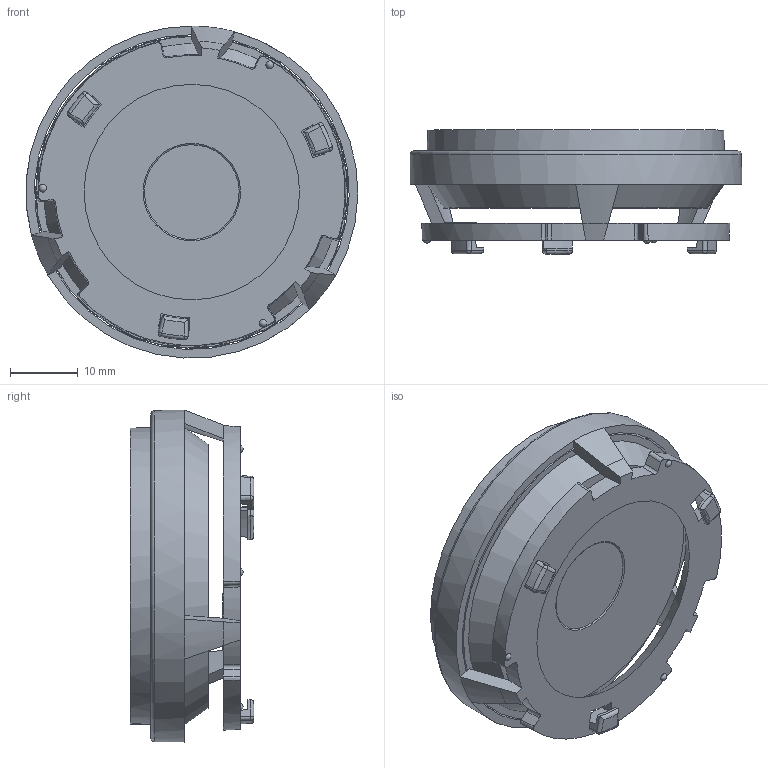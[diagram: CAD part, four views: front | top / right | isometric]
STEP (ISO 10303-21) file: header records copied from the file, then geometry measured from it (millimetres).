
FILE_DESCRIPTION(('STEP AP203'),'1');
FILE_NAME('SET UFO 45 A.stp','2021-03-03T10:09:14',(' '),(' '),'Spatial InterOp 3D',' ',' ');
FILE_SCHEMA(('CONFIG_CONTROL_DESIGN'));
Length unit declared in the file: millimetre
Products named in the file (3): SET UFO 45; UFO PMMA 45; HOLDER UFO ASYMMETRIC 45
Assembly tree (2 placements, depth 2):
  SET UFO 45
    UFO PMMA 45
    HOLDER UFO ASYMMETRIC 45
Bounding box: 48.93 x 18.27 x 48.97 mm (x, y, z)
Volume: 19706.2 mm3; surface area: 8822.1 mm2
Topology: 2 solids, 2 shells, 355 faces, 970 edges, 635 vertices
Faces by surface type: plane 133, extrusion 130, cone 44, bspline 18, cylinder 11, torus 9, sphere 9, revolution 1
Entity records: 12091 total; most frequent: CARTESIAN_POINT 3597, ORIENTED_EDGE 1922, DIRECTION 1286, EDGE_CURVE 961, VERTEX_POINT 632, B_SPLINE_CURVE_WITH_KNOTS 527, VECTOR 523, LINE 393
